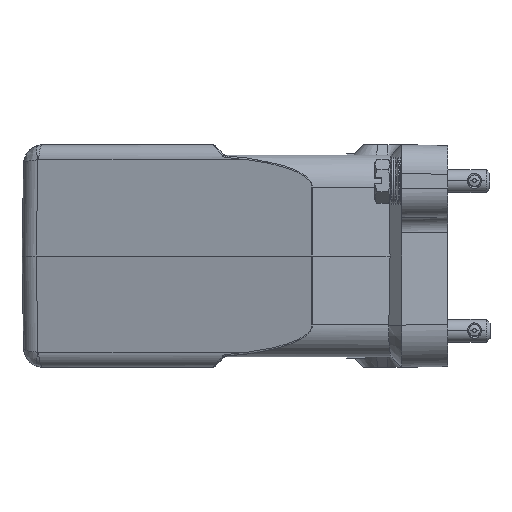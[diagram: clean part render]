
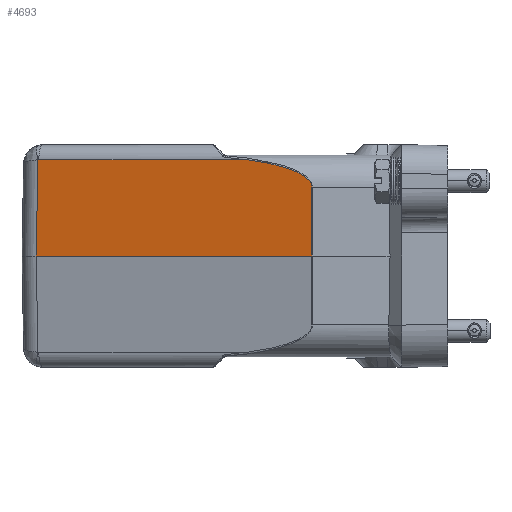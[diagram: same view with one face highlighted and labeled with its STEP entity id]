
A CAD part, left-side view. The second image highlights one B-rep face of the part: STEP entity #4693.
In plain terms, the highlighted planar face has unit normal (-0.966, 0.259, 0.018).
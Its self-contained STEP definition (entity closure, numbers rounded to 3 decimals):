
#450=PLANE('',#14165);
#1265=FACE_OUTER_BOUND('',#5566,.T.);
#2010=B_SPLINE_CURVE_WITH_KNOTS('',3,(#25094,#25095,#25096,#25097,#25098,
#25099,#25100,#25101,#25102,#25103,#25104,#25105,#25106,#25107,#25108,#25109,
#25110,#25111,#25112,#25113,#25114,#25115,#25116,#25117,#25118,#25119,#25120,
#25121,#25122,#25123,#25124,#25125),.UNSPECIFIED.,.F.,.F.,(4,2,1,1,1,1,
2,2,1,1,1,1,2,2,1,1,1,1,1,1,2,2,4),(0.,0.125,0.187,
0.219,0.234,0.242,0.246,
0.25,0.375,0.437,0.469,
0.484,0.492,0.5,0.625,
0.688,0.719,0.734,0.742,
0.746,0.748,0.75,1.),.UNSPECIFIED.);
#2055=B_SPLINE_CURVE_WITH_KNOTS('',3,(#26278,#26279,#26280,#26281),
 .UNSPECIFIED.,.F.,.F.,(4,4),(0.,1.),.UNSPECIFIED.);
#2917=LINE('',#25198,#3830);
#3073=LINE('',#26264,#3986);
#3074=LINE('',#26283,#3987);
#3075=LINE('',#26285,#3988);
#3830=VECTOR('',#15950,1.);
#3986=VECTOR('',#16298,1.);
#3987=VECTOR('',#16301,1.);
#3988=VECTOR('',#16302,1.);
#4693=ADVANCED_FACE('NONE',(#1265),#450,.T.);
#5566=EDGE_LOOP('',(#8150,#8151,#8152,#8153,#8154,#8155));
#8150=ORIENTED_EDGE('',*,*,#12592,.F.);
#8151=ORIENTED_EDGE('',*,*,#12593,.T.);
#8152=ORIENTED_EDGE('',*,*,#12594,.F.);
#8153=ORIENTED_EDGE('',*,*,#12379,.F.);
#8154=ORIENTED_EDGE('',*,*,#12378,.T.);
#8155=ORIENTED_EDGE('',*,*,#12590,.T.);
#10755=VERTEX_POINT('',#25053);
#10757=VERTEX_POINT('',#25093);
#10758=VERTEX_POINT('',#25199);
#10866=VERTEX_POINT('',#26263);
#10867=VERTEX_POINT('',#26282);
#10868=VERTEX_POINT('',#26284);
#12378=EDGE_CURVE('NONE',#10757,#10755,#2010,.T.);
#12379=EDGE_CURVE('NONE',#10757,#10758,#2917,.T.);
#12590=EDGE_CURVE('NONE',#10755,#10866,#3073,.T.);
#12592=EDGE_CURVE('NONE',#10867,#10866,#2055,.T.);
#12593=EDGE_CURVE('NONE',#10867,#10868,#3074,.T.);
#12594=EDGE_CURVE('NONE',#10758,#10868,#3075,.T.);
#14165=AXIS2_PLACEMENT_3D('',#26286,#16303,#16304);
#15950=DIRECTION('',(-0.017,0.002,-1.));
#16298=DIRECTION('',(0.259,0.966,0.));
#16301=DIRECTION('',(-0.013,0.017,-1.));
#16302=DIRECTION('',(0.259,0.966,0.));
#16303=DIRECTION('',(-0.966,0.259,0.017));
#16304=DIRECTION('',(-0.259,-0.966,0.));
#25053=CARTESIAN_POINT('',(-56.529,52.287,25.07));
#25093=CARTESIAN_POINT('',(-61.17,35.448,17.948));
#25094=CARTESIAN_POINT('',(-61.17,35.448,17.948));
#25095=CARTESIAN_POINT('',(-61.163,35.448,18.338));
#25096=CARTESIAN_POINT('',(-61.127,35.553,18.726));
#25097=CARTESIAN_POINT('',(-61.031,35.873,19.31));
#25098=CARTESIAN_POINT('',(-60.972,36.074,19.6));
#25099=CARTESIAN_POINT('',(-60.884,36.379,19.935));
#25100=CARTESIAN_POINT('',(-60.836,36.55,20.102));
#25101=CARTESIAN_POINT('',(-60.81,36.64,20.185));
#25102=CARTESIAN_POINT('',(-60.799,36.679,20.22));
#25103=CARTESIAN_POINT('',(-60.791,36.706,20.244));
#25104=CARTESIAN_POINT('',(-60.787,36.72,20.257));
#25105=CARTESIAN_POINT('',(-60.672,37.127,20.614));
#25106=CARTESIAN_POINT('',(-60.47,37.845,21.119));
#25107=CARTESIAN_POINT('',(-60.177,38.902,21.679));
#25108=CARTESIAN_POINT('',(-60.016,39.486,21.952));
#25109=CARTESIAN_POINT('',(-59.931,39.791,22.087));
#25110=CARTESIAN_POINT('',(-59.894,39.925,22.144));
#25111=CARTESIAN_POINT('',(-59.87,40.015,22.182));
#25112=CARTESIAN_POINT('',(-59.857,40.061,22.202));
#25113=CARTESIAN_POINT('',(-59.649,40.817,22.517));
#25114=CARTESIAN_POINT('',(-59.328,41.984,22.938));
#25115=CARTESIAN_POINT('',(-58.908,43.522,23.389));
#25116=CARTESIAN_POINT('',(-58.686,44.335,23.605));
#25117=CARTESIAN_POINT('',(-58.572,44.753,23.71));
#25118=CARTESIAN_POINT('',(-58.515,44.964,23.762));
#25119=CARTESIAN_POINT('',(-58.486,45.071,23.788));
#25120=CARTESIAN_POINT('',(-58.473,45.116,23.799));
#25121=CARTESIAN_POINT('',(-58.465,45.147,23.806));
#25122=CARTESIAN_POINT('',(-58.461,45.161,23.81));
#25123=CARTESIAN_POINT('',(-57.875,47.313,24.326));
#25124=CARTESIAN_POINT('',(-57.233,49.683,24.744));
#25125=CARTESIAN_POINT('',(-56.529,52.287,25.07));
#25198=CARTESIAN_POINT('',(-61.164,35.448,18.273));
#25199=CARTESIAN_POINT('',(-61.483,35.49,0.));
#26263=CARTESIAN_POINT('',(-41.972,106.615,25.07));
#26264=CARTESIAN_POINT('',(-40.827,110.887,25.07));
#26278=CARTESIAN_POINT('',(-41.908,106.857,25.04));
#26279=CARTESIAN_POINT('',(-41.928,106.778,25.06));
#26280=CARTESIAN_POINT('',(-41.95,106.697,25.07));
#26281=CARTESIAN_POINT('',(-41.972,106.615,25.07));
#26282=CARTESIAN_POINT('',(-41.908,106.857,25.04));
#26283=CARTESIAN_POINT('',(-41.908,106.857,25.04));
#26284=CARTESIAN_POINT('',(-42.243,107.295,0.));
#26285=CARTESIAN_POINT('',(-41.25,111.,0.));
#26286=CARTESIAN_POINT('',(-41.25,111.,0.));
